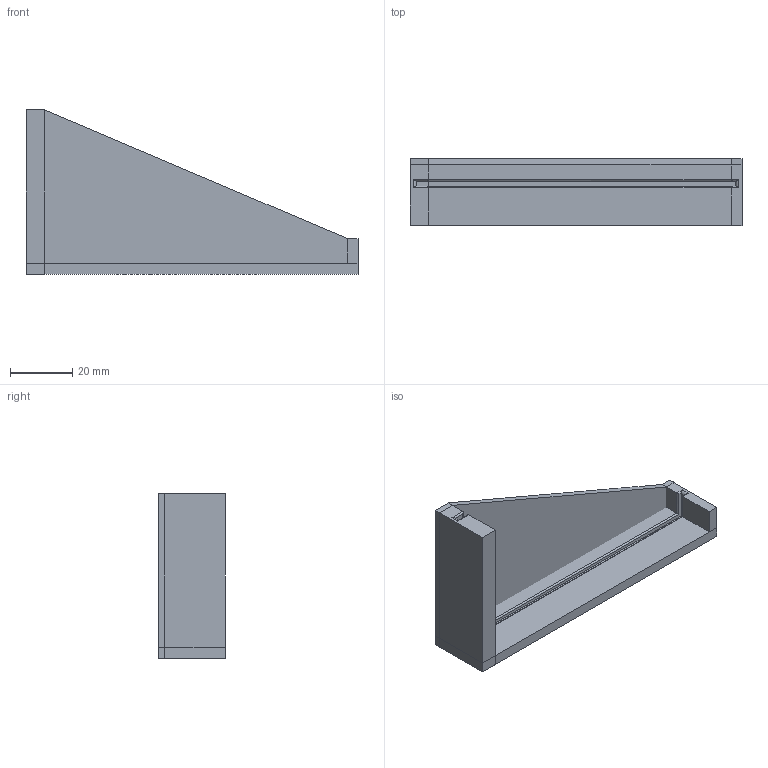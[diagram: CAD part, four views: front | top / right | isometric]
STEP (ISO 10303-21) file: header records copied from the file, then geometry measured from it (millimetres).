
FILE_DESCRIPTION(/* description */ (''),/* implementation_level */ '2;1');
FILE_NAME(/* name */ 'casier_cartes_x1.step',/* time_stamp */ '2025-07-10T15:58:40+02:00',/* author */ (''),/* organization */ (''),/* preprocessor_version */ 'ST-DEVELOPER v20.1',/* originating_system */ 'Autodesk Translation Framework v14.10.0.0',/* authorisation */ '');
FILE_SCHEMA (('AUTOMOTIVE_DESIGN { 1 0 10303 214 3 1 1 }'));
Length unit declared in the file: millimetre
Products named in the file (1): casier_cartes
Bounding box: 107 x 21.51 x 53 mm (x, y, z)
Volume: 21843.7 mm3; surface area: 17325.8 mm2
Topology: 3 solids, 3 shells, 49 faces, 122 edges, 79 vertices
Faces by surface type: plane 37, cylinder 12
Entity records: 1491 total; most frequent: CARTESIAN_POINT 285, ORIENTED_EDGE 244, DIRECTION 232, EDGE_CURVE 122, LINE 104, VECTOR 104, VERTEX_POINT 79, AXIS2_PLACEMENT_3D 64
